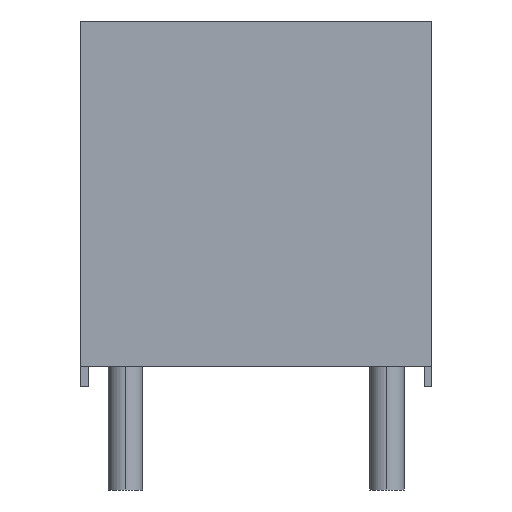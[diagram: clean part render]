
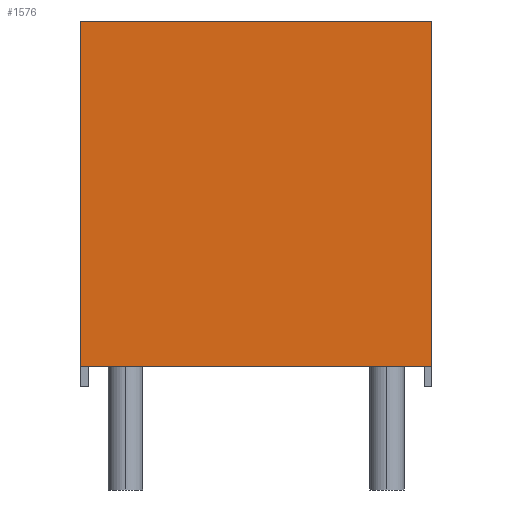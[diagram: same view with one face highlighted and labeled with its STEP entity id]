
A CAD part, left-side view. The second image highlights one B-rep face of the part: STEP entity #1576.
In plain terms, the highlighted planar face has unit normal (-1, 0, 0).
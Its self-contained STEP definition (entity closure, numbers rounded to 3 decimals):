
#198 = VERTEX_POINT ( 'NONE', #3983 ) ;
#1059 = EDGE_CURVE ( 'NONE', #10172, #198, #9095, .T. ) ;
#1576 = ADVANCED_FACE ( 'NONE', ( #14352 ), #5293, .F. ) ;
#1658 = ORIENTED_EDGE ( 'NONE', *, *, #3332, .T. ) ;
#2025 = DIRECTION ( 'NONE',  ( 0., 0., -1. ) ) ;
#2275 = DIRECTION ( 'NONE',  ( 0., -1., 0. ) ) ;
#2764 = ORIENTED_EDGE ( 'NONE', *, *, #1059, .F. ) ;
#2775 = CARTESIAN_POINT ( 'NONE',  ( -10.1, 5.1, 0. ) ) ;
#3063 = CARTESIAN_POINT ( 'NONE',  ( -10.1, -5.1, 10. ) ) ;
#3332 = EDGE_CURVE ( 'NONE', #8833, #198, #5736, .T. ) ;
#3696 = CARTESIAN_POINT ( 'NONE',  ( -10.1, 5.1, 0. ) ) ;
#3983 = CARTESIAN_POINT ( 'NONE',  ( -10.1, -5.1, 0. ) ) ;
#4160 = EDGE_CURVE ( 'NONE', #11233, #8833, #6647, .T. ) ;
#4507 = DIRECTION ( 'NONE',  ( 0., -1., 0. ) ) ;
#5293 = PLANE ( 'NONE',  #13151 ) ;
#5678 = VECTOR ( 'NONE', #5964, 1000. ) ;
#5736 = LINE ( 'NONE', #3696, #5839 ) ;
#5839 = VECTOR ( 'NONE', #2275, 1000. ) ;
#5964 = DIRECTION ( 'NONE',  ( 0., 0., -1. ) ) ;
#6647 = LINE ( 'NONE', #9345, #5678 ) ;
#7027 = CARTESIAN_POINT ( 'NONE',  ( -10.1, 5.1, 10. ) ) ;
#7192 = EDGE_LOOP ( 'NONE', ( #1658, #2764, #13198, #13393 ) ) ;
#7298 = VECTOR ( 'NONE', #4507, 1000. ) ;
#7672 = CARTESIAN_POINT ( 'NONE',  ( -10.1, 5.1, 10. ) ) ;
#8377 = CARTESIAN_POINT ( 'NONE',  ( -10.1, 5.1, 10. ) ) ;
#8736 = DIRECTION ( 'NONE',  ( 1., 0., 0. ) ) ;
#8833 = VERTEX_POINT ( 'NONE', #2775 ) ;
#9028 = EDGE_CURVE ( 'NONE', #11233, #10172, #9367, .T. ) ;
#9048 = VECTOR ( 'NONE', #2025, 1000. ) ;
#9095 = LINE ( 'NONE', #14688, #9048 ) ;
#9345 = CARTESIAN_POINT ( 'NONE',  ( -10.1, 5.1, 10. ) ) ;
#9367 = LINE ( 'NONE', #7027, #7298 ) ;
#10172 = VERTEX_POINT ( 'NONE', #3063 ) ;
#11233 = VERTEX_POINT ( 'NONE', #8377 ) ;
#13151 = AXIS2_PLACEMENT_3D ( 'NONE', #7672, #8736, #14570 ) ;
#13198 = ORIENTED_EDGE ( 'NONE', *, *, #9028, .F. ) ;
#13393 = ORIENTED_EDGE ( 'NONE', *, *, #4160, .T. ) ;
#14352 = FACE_OUTER_BOUND ( 'NONE', #7192, .T. ) ;
#14570 = DIRECTION ( 'NONE',  ( 0., 0., -1. ) ) ;
#14688 = CARTESIAN_POINT ( 'NONE',  ( -10.1, -5.1, 10. ) ) ;
